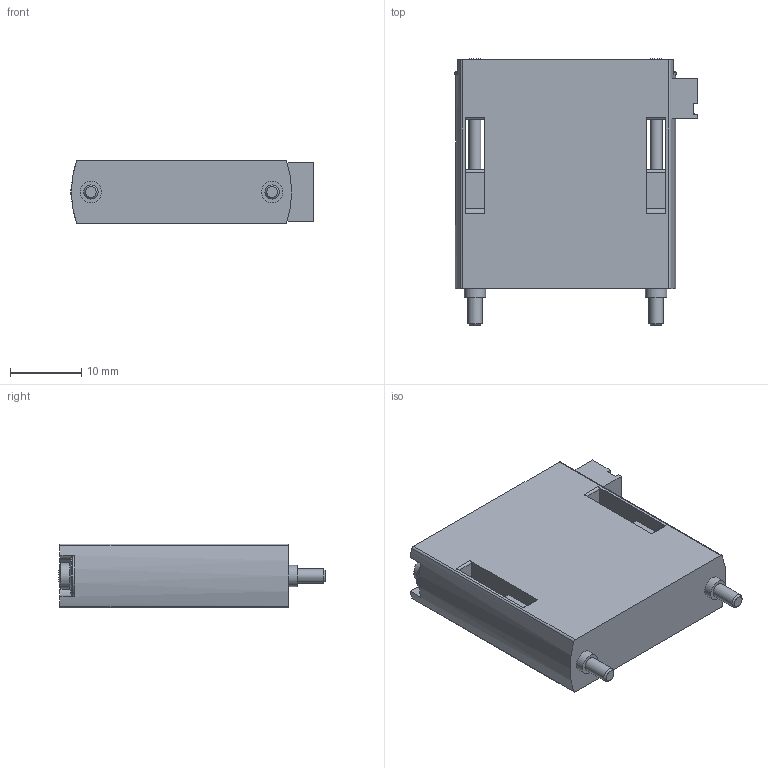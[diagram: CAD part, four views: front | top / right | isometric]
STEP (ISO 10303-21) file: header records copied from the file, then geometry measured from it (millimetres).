
FILE_DESCRIPTION(/* description */ ('STEP AP214'),/* implementation_level */ '2;1');
FILE_NAME(/* name */ '8084233_MHJ9-MF_LP',/* time_stamp */ '2024-09-06T14:44:22+02:00',/* author */ ('License CC BY-ND 4.0'),/* organization */ ('CADENAS'),/* preprocessor_version */ 'ST-DEVELOPER v19.3',/* originating_system */ 'PARTsolutions',/* authorisation */ ' ');
FILE_SCHEMA (('AUTOMOTIVE_DESIGN {1 0 10303 214 3 1 1}'));
Length unit declared in the file: millimetre
Products named in the file (5): 8084233 MHJ9-MF/LP; 711069 MHJ9-MF; 726715 5.7x2.2x0.3; 726717 5.5x2.2x0.2; 726751 F-M2X36-8.8
Assembly tree (7 placements, depth 2):
  8084233 MHJ9-MF/LP
    711069 MHJ9-MF
    726715 5.7x2.2x0.3  x2
    726717 5.5x2.2x0.2  x2
    726751 F-M2X36-8.8  x2
Bounding box: 34.15 x 37.59 x 9 mm (x, y, z)
Volume: 8366.3 mm3; surface area: 4598.3 mm2
Topology: 7 solids, 7 shells, 160 faces, 407 edges, 266 vertices
Faces by surface type: plane 103, cylinder 47, cone 8, sphere 2
Full cylindrical faces by diameter (mm): 1.69 x2, 2 x4, 2.2 x4, 2.4 x4, 3 x2, 3.7 x2, 5.5 x2, 5.7 x2
Entity records: 4787 total; most frequent: DIRECTION 703, CARTESIAN_POINT 678, ORIENTED_EDGE 636, EDGE_CURVE 318, AXIS2_PLACEMENT_3D 246, VERTEX_POINT 221, LINE 211, VECTOR 211
